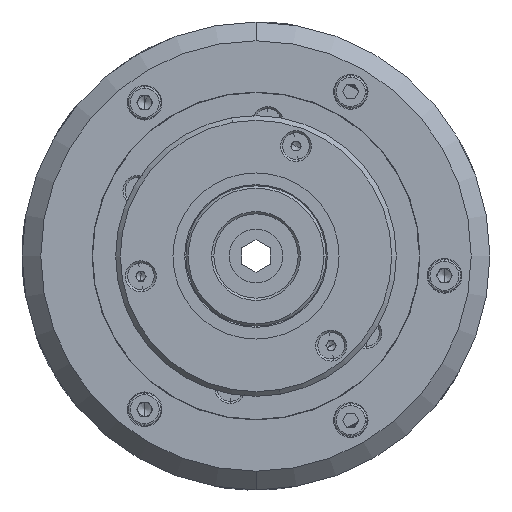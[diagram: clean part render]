
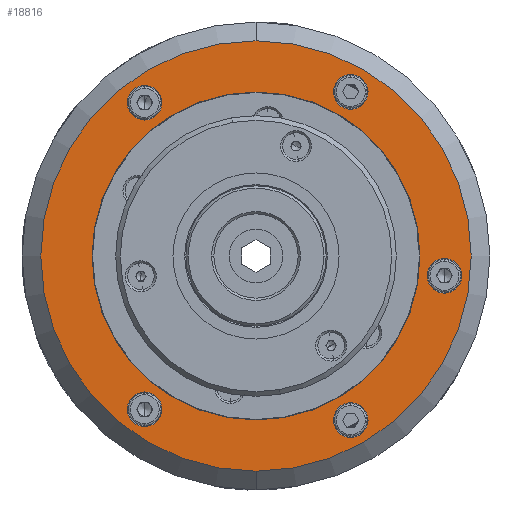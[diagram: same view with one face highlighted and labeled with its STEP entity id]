
A CAD part, left-side view. The second image highlights one B-rep face of the part: STEP entity #18816.
In plain terms, the highlighted planar face has unit normal (-1, 0, 0).
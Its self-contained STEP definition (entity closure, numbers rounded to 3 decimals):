
#339 = VERTEX_POINT ( 'NONE', #1109 ) ;
#468 = CARTESIAN_POINT ( 'NONE',  ( -240.3, -40.278, -0.533 ) ) ;
#644 = EDGE_CURVE ( 'NONE', #18379, #15587, #10862, .T. ) ;
#784 = FACE_BOUND ( 'NONE', #6850, .T. ) ;
#800 = FACE_BOUND ( 'NONE', #3567, .T. ) ;
#822 = FACE_BOUND ( 'NONE', #8808, .T. ) ;
#838 = FACE_BOUND ( 'NONE', #1897, .T. ) ;
#877 = FACE_BOUND ( 'NONE', #3703, .T. ) ;
#904 = FACE_OUTER_BOUND ( 'NONE', #14264, .T. ) ;
#964 = FACE_BOUND ( 'NONE', #5546, .T. ) ;
#1109 = CARTESIAN_POINT ( 'NONE',  ( -240.3, -20.25, 31.374 ) ) ;
#1164 = DIRECTION ( 'NONE',  ( 0., 0., 1. ) ) ;
#1181 = AXIS2_PLACEMENT_3D ( 'NONE', #4505, #4486, #4467 ) ;
#1187 = DIRECTION ( 'NONE',  ( -1., 0., 0. ) ) ;
#1207 = CARTESIAN_POINT ( 'NONE',  ( -240.3, -40.278, -4.233 ) ) ;
#1507 = VERTEX_POINT ( 'NONE', #468 ) ;
#1833 = VERTEX_POINT ( 'NONE', #19070 ) ;
#1879 = AXIS2_PLACEMENT_3D ( 'NONE', #8873, #8870, #8837 ) ;
#1897 = EDGE_LOOP ( 'NONE', ( #15205, #15299 ) ) ;
#2428 = CARTESIAN_POINT ( 'NONE',  ( -240.3, 23.805, -29.065 ) ) ;
#2647 = EDGE_CURVE ( 'NONE', #6836, #1507, #7002, .T. ) ;
#3161 = AXIS2_PLACEMENT_3D ( 'NONE', #18906, #19324, #18700 ) ;
#3567 = EDGE_LOOP ( 'NONE', ( #16255, #16478 ) ) ;
#3643 = VERTEX_POINT ( 'NONE', #10464 ) ;
#3703 = EDGE_LOOP ( 'NONE', ( #15353, #15746 ) ) ;
#3748 = AXIS2_PLACEMENT_3D ( 'NONE', #19818, #19796, #19776 ) ;
#3753 = AXIS2_PLACEMENT_3D ( 'NONE', #19823, #19803, #19799 ) ;
#3837 = VERTEX_POINT ( 'NONE', #8784 ) ;
#3884 = CIRCLE ( 'NONE', #6346, 3.7 ) ;
#3936 = VERTEX_POINT ( 'NONE', #8517 ) ;
#4052 = CIRCLE ( 'NONE', #1181, 46. ) ;
#4232 = CARTESIAN_POINT ( 'NONE',  ( -240.3, 23.805, 36.465 ) ) ;
#4467 = DIRECTION ( 'NONE',  ( 0., 0., 1. ) ) ;
#4486 = DIRECTION ( 'NONE',  ( -1., 0., 0. ) ) ;
#4505 = CARTESIAN_POINT ( 'NONE',  ( -240.3, 0., 0. ) ) ;
#4734 = CIRCLE ( 'NONE', #18894, 3.7 ) ;
#4917 = CIRCLE ( 'NONE', #1879, 35.05 ) ;
#4963 = DIRECTION ( 'NONE',  ( 0., 0., 1. ) ) ;
#4978 = DIRECTION ( 'NONE',  ( -1., 0., 0. ) ) ;
#4980 = CARTESIAN_POINT ( 'NONE',  ( -240.3, -20.25, -35.074 ) ) ;
#5546 = EDGE_LOOP ( 'NONE', ( #14537, #14739 ) ) ;
#5602 = AXIS2_PLACEMENT_3D ( 'NONE', #1207, #1187, #1164 ) ;
#5772 = DIRECTION ( 'NONE',  ( 0., 0., 1. ) ) ;
#5780 = DIRECTION ( 'NONE',  ( -1., 0., 0. ) ) ;
#5794 = CARTESIAN_POINT ( 'NONE',  ( -240.3, -20.25, -35.074 ) ) ;
#5988 = DIRECTION ( 'NONE',  ( 0., 0., 1. ) ) ;
#5994 = DIRECTION ( 'NONE',  ( -1., 0., 0. ) ) ;
#6016 = CARTESIAN_POINT ( 'NONE',  ( -240.3, 23.805, 32.765 ) ) ;
#6206 = VERTEX_POINT ( 'NONE', #15388 ) ;
#6346 = AXIS2_PLACEMENT_3D ( 'NONE', #10516, #10510, #10448 ) ;
#6532 = AXIS2_PLACEMENT_3D ( 'NONE', #4980, #4978, #4963 ) ;
#6651 = CARTESIAN_POINT ( 'NONE',  ( -240.3, 23.805, 29.065 ) ) ;
#6750 = CIRCLE ( 'NONE', #3748, 35.05 ) ;
#6836 = VERTEX_POINT ( 'NONE', #10242 ) ;
#6850 = EDGE_LOOP ( 'NONE', ( #16730, #17629 ) ) ;
#7002 = CIRCLE ( 'NONE', #3753, 3.7 ) ;
#7382 = EDGE_CURVE ( 'NONE', #19267, #3936, #16567, .T. ) ;
#8079 = EDGE_CURVE ( 'NONE', #10876, #3837, #14837, .T. ) ;
#8398 = CIRCLE ( 'NONE', #5602, 3.7 ) ;
#8453 = DIRECTION ( 'NONE',  ( 0., 0., 1. ) ) ;
#8517 = CARTESIAN_POINT ( 'NONE',  ( -240.3, -20.25, -31.374 ) ) ;
#8518 = DIRECTION ( 'NONE',  ( -1., 0., 0. ) ) ;
#8572 = CARTESIAN_POINT ( 'NONE',  ( -240.3, 0., 0. ) ) ;
#8784 = CARTESIAN_POINT ( 'NONE',  ( -240.3, 23.805, -36.465 ) ) ;
#8808 = EDGE_LOOP ( 'NONE', ( #15774, #16081 ) ) ;
#8837 = DIRECTION ( 'NONE',  ( 0., 0., 1. ) ) ;
#8870 = DIRECTION ( 'NONE',  ( 1., 0., 0. ) ) ;
#8873 = CARTESIAN_POINT ( 'NONE',  ( -240.3, 0., 0. ) ) ;
#8975 = AXIS2_PLACEMENT_3D ( 'NONE', #13275, #13272, #13255 ) ;
#9081 = EDGE_CURVE ( 'NONE', #15587, #18379, #12333, .T. ) ;
#9172 = DIRECTION ( 'NONE',  ( 0., 0., 1. ) ) ;
#9308 = AXIS2_PLACEMENT_3D ( 'NONE', #6016, #5994, #5988 ) ;
#9403 = CIRCLE ( 'NONE', #6532, 3.7 ) ;
#9591 = EDGE_CURVE ( 'NONE', #12108, #339, #11394, .T. ) ;
#9783 = AXIS2_PLACEMENT_3D ( 'NONE', #18837, #18808, #18803 ) ;
#10242 = CARTESIAN_POINT ( 'NONE',  ( -240.3, -40.278, -7.933 ) ) ;
#10448 = DIRECTION ( 'NONE',  ( 0., 0., 1. ) ) ;
#10464 = CARTESIAN_POINT ( 'NONE',  ( -240.3, 0., -46. ) ) ;
#10510 = DIRECTION ( 'NONE',  ( -1., 0., 0. ) ) ;
#10516 = CARTESIAN_POINT ( 'NONE',  ( -240.3, 23.805, -32.765 ) ) ;
#10545 = EDGE_CURVE ( 'NONE', #3936, #19267, #9403, .T. ) ;
#10862 = CIRCLE ( 'NONE', #9308, 3.7 ) ;
#10876 = VERTEX_POINT ( 'NONE', #2428 ) ;
#11019 = EDGE_CURVE ( 'NONE', #1507, #6836, #8398, .T. ) ;
#11168 = AXIS2_PLACEMENT_3D ( 'NONE', #18734, #18621, #9172 ) ;
#11394 = CIRCLE ( 'NONE', #8975, 3.7 ) ;
#11789 = EDGE_CURVE ( 'NONE', #1833, #6206, #6750, .T. ) ;
#12108 = VERTEX_POINT ( 'NONE', #15020 ) ;
#12333 = CIRCLE ( 'NONE', #9783, 3.7 ) ;
#12568 = AXIS2_PLACEMENT_3D ( 'NONE', #5794, #5780, #5772 ) ;
#12587 = EDGE_CURVE ( 'NONE', #6206, #1833, #4917, .T. ) ;
#12982 = EDGE_CURVE ( 'NONE', #3643, #13983, #4052, .T. ) ;
#13255 = DIRECTION ( 'NONE',  ( 0., 0., 1. ) ) ;
#13272 = DIRECTION ( 'NONE',  ( -1., 0., 0. ) ) ;
#13275 = CARTESIAN_POINT ( 'NONE',  ( -240.3, -20.25, 35.074 ) ) ;
#13983 = VERTEX_POINT ( 'NONE', #19428 ) ;
#14264 = EDGE_LOOP ( 'NONE', ( #14757, #14967 ) ) ;
#14537 = ORIENTED_EDGE ( 'NONE', *, *, #11789, .T. ) ;
#14739 = ORIENTED_EDGE ( 'NONE', *, *, #12587, .T. ) ;
#14757 = ORIENTED_EDGE ( 'NONE', *, *, #12982, .T. ) ;
#14837 = CIRCLE ( 'NONE', #11168, 3.7 ) ;
#14967 = ORIENTED_EDGE ( 'NONE', *, *, #19551, .T. ) ;
#15020 = CARTESIAN_POINT ( 'NONE',  ( -240.3, -20.25, 38.774 ) ) ;
#15205 = ORIENTED_EDGE ( 'NONE', *, *, #11019, .F. ) ;
#15299 = ORIENTED_EDGE ( 'NONE', *, *, #2647, .F. ) ;
#15353 = ORIENTED_EDGE ( 'NONE', *, *, #10545, .F. ) ;
#15388 = CARTESIAN_POINT ( 'NONE',  ( -240.3, 0., -35.05 ) ) ;
#15587 = VERTEX_POINT ( 'NONE', #4232 ) ;
#15746 = ORIENTED_EDGE ( 'NONE', *, *, #7382, .F. ) ;
#15774 = ORIENTED_EDGE ( 'NONE', *, *, #9591, .F. ) ;
#16069 = CARTESIAN_POINT ( 'NONE',  ( -240.3, -20.25, -38.774 ) ) ;
#16081 = ORIENTED_EDGE ( 'NONE', *, *, #18070, .F. ) ;
#16255 = ORIENTED_EDGE ( 'NONE', *, *, #9081, .F. ) ;
#16478 = ORIENTED_EDGE ( 'NONE', *, *, #644, .F. ) ;
#16567 = CIRCLE ( 'NONE', #12568, 3.7 ) ;
#16730 = ORIENTED_EDGE ( 'NONE', *, *, #8079, .F. ) ;
#17228 = CIRCLE ( 'NONE', #18419, 46. ) ;
#17629 = ORIENTED_EDGE ( 'NONE', *, *, #18296, .F. ) ;
#17720 = DIRECTION ( 'NONE',  ( 0., 0., 1. ) ) ;
#17773 = DIRECTION ( 'NONE',  ( -1., 0., 0. ) ) ;
#17796 = CARTESIAN_POINT ( 'NONE',  ( -240.3, -20.25, 35.074 ) ) ;
#18070 = EDGE_CURVE ( 'NONE', #339, #12108, #4734, .T. ) ;
#18296 = EDGE_CURVE ( 'NONE', #3837, #10876, #3884, .T. ) ;
#18379 = VERTEX_POINT ( 'NONE', #6651 ) ;
#18419 = AXIS2_PLACEMENT_3D ( 'NONE', #8572, #8518, #8453 ) ;
#18621 = DIRECTION ( 'NONE',  ( -1., 0., 0. ) ) ;
#18700 = DIRECTION ( 'NONE',  ( 0., 0., 1. ) ) ;
#18734 = CARTESIAN_POINT ( 'NONE',  ( -240.3, 23.805, -32.765 ) ) ;
#18792 = PLANE ( 'NONE',  #3161 ) ;
#18803 = DIRECTION ( 'NONE',  ( 0., 0., 1. ) ) ;
#18808 = DIRECTION ( 'NONE',  ( -1., 0., 0. ) ) ;
#18816 = ADVANCED_FACE ( 'NONE', ( #964, #904, #838, #877, #822, #800, #784 ), #18792, .T. ) ;
#18837 = CARTESIAN_POINT ( 'NONE',  ( -240.3, 23.805, 32.765 ) ) ;
#18894 = AXIS2_PLACEMENT_3D ( 'NONE', #17796, #17773, #17720 ) ;
#18906 = CARTESIAN_POINT ( 'NONE',  ( -240.3, 50., 0. ) ) ;
#19070 = CARTESIAN_POINT ( 'NONE',  ( -240.3, 0., 35.05 ) ) ;
#19267 = VERTEX_POINT ( 'NONE', #16069 ) ;
#19324 = DIRECTION ( 'NONE',  ( -1., 0., 0. ) ) ;
#19428 = CARTESIAN_POINT ( 'NONE',  ( -240.3, 0., 46. ) ) ;
#19551 = EDGE_CURVE ( 'NONE', #13983, #3643, #17228, .T. ) ;
#19776 = DIRECTION ( 'NONE',  ( 0., 0., 1. ) ) ;
#19796 = DIRECTION ( 'NONE',  ( 1., 0., 0. ) ) ;
#19799 = DIRECTION ( 'NONE',  ( 0., 0., 1. ) ) ;
#19803 = DIRECTION ( 'NONE',  ( -1., 0., 0. ) ) ;
#19818 = CARTESIAN_POINT ( 'NONE',  ( -240.3, 0., 0. ) ) ;
#19823 = CARTESIAN_POINT ( 'NONE',  ( -240.3, -40.278, -4.233 ) ) ;
